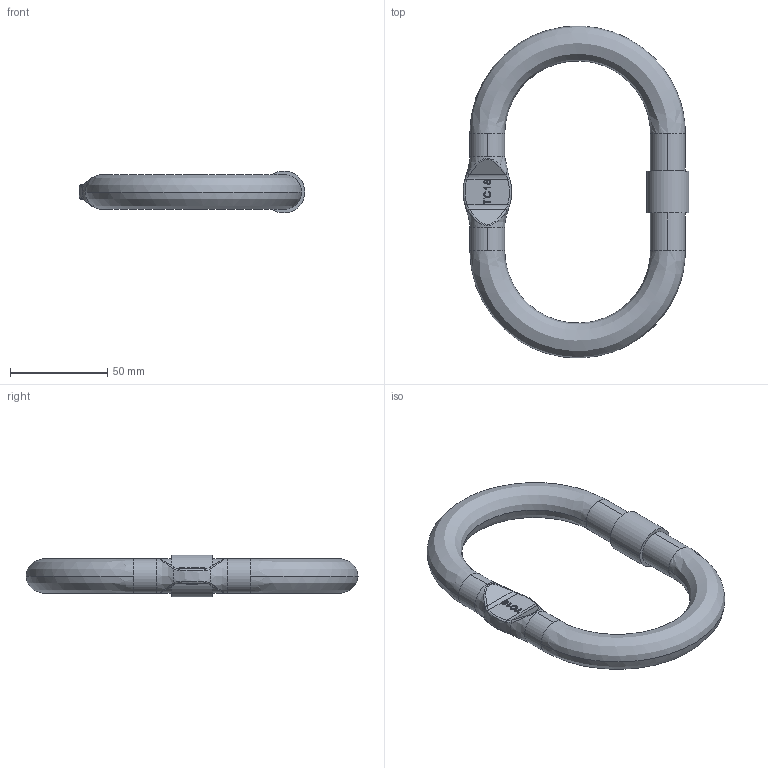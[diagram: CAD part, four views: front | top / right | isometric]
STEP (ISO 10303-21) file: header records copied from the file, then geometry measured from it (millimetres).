
FILE_DESCRIPTION(('STEP AP214'),'1');
FILE_NAME('ms18j.stp','2018-02-28T09:10:32',('TraceParts'),('TraceParts S.A.'),'Spatial InterOp 3D',' ',' ');
FILE_SCHEMA(('automotive_design'));
Length unit declared in the file: millimetre
Products named in the file (1): ms18j
Bounding box: 116.23 x 170.92 x 21.6 mm (x, y, z)
Volume: 105660.3 mm3; surface area: 24049.9 mm2
Topology: 1 solids, 1 shells, 185 faces, 470 edges, 304 vertices
Faces by surface type: bspline 97, plane 62, cylinder 26
Entity records: 11943 total; most frequent: CARTESIAN_POINT 6607, ORIENTED_EDGE 940, DIRECTION 538, EDGE_CURVE 470, VERTEX_POINT 304, EDGE_LOOP 204, LINE 200, VECTOR 200
